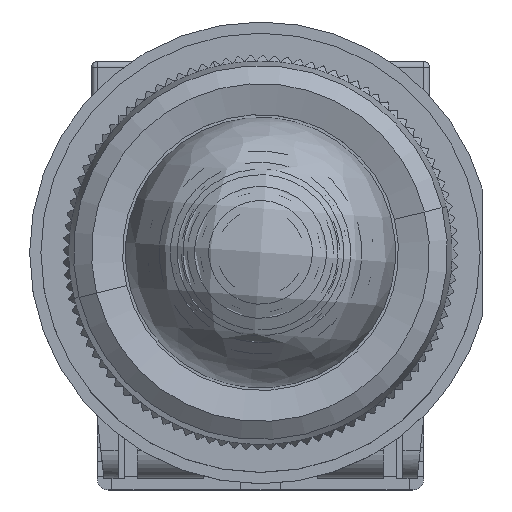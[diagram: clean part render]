
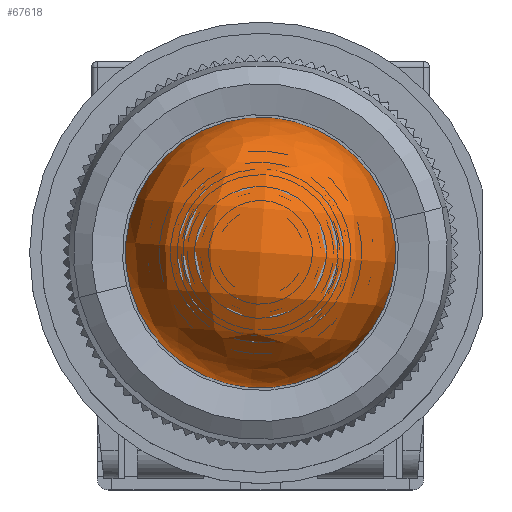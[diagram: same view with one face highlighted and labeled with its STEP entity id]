
A CAD part, top view. The second image highlights one B-rep face of the part: STEP entity #67618.
In plain terms, the highlighted free-form (B-spline) face has degree [3, 3] with [4, 7] control points.
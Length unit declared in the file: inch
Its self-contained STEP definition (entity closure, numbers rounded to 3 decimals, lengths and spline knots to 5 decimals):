
#587 = CARTESIAN_POINT ( 'NONE',  ( 0.5168, -0.51233, 2.77559 ) ) ;
#1102 = CARTESIAN_POINT ( 'NONE',  ( -0.03516, -0.47113, 1.83071 ) ) ;
#1358 = CARTESIAN_POINT ( 'NONE',  ( -0.97742, -0.40081, 2.38421 ) ) ;
#1621 = CARTESIAN_POINT ( 'NONE',  ( -0.03516, -0.47113, 1.83071 ) ) ;
#2480 = ORIENTED_EDGE ( 'NONE', *, *, #21184, .T. ) ;
#3346 = ORIENTED_EDGE ( 'NONE', *, *, #74935, .T. ) ;
#4761 =( BOUNDED_SURFACE ( )  B_SPLINE_SURFACE ( 3, 3, ( 
 ( #72631, #37568, #13429, #67151, #12627, #36541, #61357 ),
 ( #72894, #55371, #60839, #25304, #24775, #31591, #37322 ),
 ( #36806, #1358, #25564, #67394, #587, #25030, #66878 ),
 ( #60577, #1102, #55615, #30806, #43609, #7377, #1621 ) ),
 .UNSPECIFIED., .F., .F., .F. ) 
 B_SPLINE_SURFACE_WITH_KNOTS ( ( 4, 4 ),
 ( 4, 3, 4 ),
 ( 0., 1. ),
 ( 0., 0.5, 1. ),
 .UNSPECIFIED. ) 
 GEOMETRIC_REPRESENTATION_ITEM ( )  RATIONAL_B_SPLINE_SURFACE ( (
 ( 1., 0.805, 0.805, 1., 0.805, 0.805, 1.),
 ( 0.333, 0.268, 0.268, 0.333, 0.268, 0.268, 0.333),
 ( 0.333, 0.268, 0.268, 0.333, 0.268, 0.268, 0.333),
 ( 1., 0.805, 0.805, 1., 0.805, 0.805, 1.) ) ) 
 REPRESENTATION_ITEM ( '' )  SURFACE ( )  );
#5761 = VERTEX_POINT ( 'NONE', #46522 ) ;
#7377 = CARTESIAN_POINT ( 'NONE',  ( -0.03516, -0.47113, 1.83071 ) ) ;
#7841 = VERTEX_POINT ( 'NONE', #34957 ) ;
#12627 = CARTESIAN_POINT ( 'NONE',  ( 0.03516, 0.47113, 1.83071 ) ) ;
#13429 = CARTESIAN_POINT ( 'NONE',  ( 0.03516, 0.47113, 1.83071 ) ) ;
#15495 = AXIS2_PLACEMENT_3D ( 'NONE', #59858, #17432, #24024 ) ;
#17432 = DIRECTION ( 'NONE',  ( 0., 0., 1. ) ) ;
#21184 = EDGE_CURVE ( 'NONE', #64955, #42091, #56607, .T. ) ;
#21391 = AXIS2_PLACEMENT_3D ( 'NONE', #69965, #51416, #63910 ) ;
#24024 = DIRECTION ( 'NONE',  ( 0.997, -0.074, 0. ) ) ;
#24775 = CARTESIAN_POINT ( 'NONE',  ( 0.58713, 0.42994, 2.77559 ) ) ;
#25030 = CARTESIAN_POINT ( 'NONE',  ( 0.9071, -0.54145, 2.38421 ) ) ;
#25304 = CARTESIAN_POINT ( 'NONE',  ( 0.03516, 0.47113, 2.77559 ) ) ;
#25564 = CARTESIAN_POINT ( 'NONE',  ( -0.58713, -0.42994, 2.77559 ) ) ;
#30806 = CARTESIAN_POINT ( 'NONE',  ( -0.03516, -0.47113, 1.83071 ) ) ;
#30940 = AXIS2_PLACEMENT_3D ( 'NONE', #69047, #69577, #33220 ) ;
#31591 = CARTESIAN_POINT ( 'NONE',  ( 0.97742, 0.40081, 2.38421 ) ) ;
#31950 = CARTESIAN_POINT ( 'NONE',  ( -0.03516, -0.47113, 1.83071 ) ) ;
#33220 = DIRECTION ( 'NONE',  ( 0.997, -0.074, 0. ) ) ;
#34372 = ORIENTED_EDGE ( 'NONE', *, *, #65014, .T. ) ;
#34422 = DIRECTION ( 'NONE',  ( 0., 0., 1. ) ) ;
#34957 = CARTESIAN_POINT ( 'NONE',  ( -0.47113, 0.03516, 1.83071 ) ) ;
#35174 = CARTESIAN_POINT ( 'NONE',  ( 0., 0., 1.83071 ) ) ;
#35221 = AXIS2_PLACEMENT_3D ( 'NONE', #35174, #34422, #35444 ) ;
#35444 = DIRECTION ( 'NONE',  ( 0.074, 0.997, 0. ) ) ;
#36541 = CARTESIAN_POINT ( 'NONE',  ( 0.03516, 0.47113, 1.83071 ) ) ;
#36806 = CARTESIAN_POINT ( 'NONE',  ( -0.97742, -0.40081, 1.83071 ) ) ;
#37322 = CARTESIAN_POINT ( 'NONE',  ( 0.97742, 0.40081, 1.83071 ) ) ;
#37568 = CARTESIAN_POINT ( 'NONE',  ( 0.03516, 0.47113, 1.83071 ) ) ;
#40645 = CIRCLE ( 'NONE', #30940, 0.47244 ) ;
#42091 = VERTEX_POINT ( 'NONE', #71555 ) ;
#43609 = CARTESIAN_POINT ( 'NONE',  ( -0.03516, -0.47113, 1.83071 ) ) ;
#44229 = EDGE_LOOP ( 'NONE', ( #34372, #61039, #2480, #3346 ) ) ;
#46522 = CARTESIAN_POINT ( 'NONE',  ( 0.03516, 0.47113, 1.83071 ) ) ;
#51416 = DIRECTION ( 'NONE',  ( 0., 0., 1. ) ) ;
#55371 = CARTESIAN_POINT ( 'NONE',  ( -0.9071, 0.54145, 2.38421 ) ) ;
#55615 = CARTESIAN_POINT ( 'NONE',  ( -0.03516, -0.47113, 1.83071 ) ) ;
#56481 = EDGE_CURVE ( 'NONE', #7841, #64955, #74910, .T. ) ;
#56607 = CIRCLE ( 'NONE', #35221, 0.47244 ) ;
#59858 = CARTESIAN_POINT ( 'NONE',  ( 0., 0., 1.83071 ) ) ;
#60577 = CARTESIAN_POINT ( 'NONE',  ( -0.03516, -0.47113, 1.83071 ) ) ;
#60839 = CARTESIAN_POINT ( 'NONE',  ( -0.5168, 0.51233, 2.77559 ) ) ;
#61039 = ORIENTED_EDGE ( 'NONE', *, *, #56481, .T. ) ;
#61357 = CARTESIAN_POINT ( 'NONE',  ( 0.03516, 0.47113, 1.83071 ) ) ;
#63910 = DIRECTION ( 'NONE',  ( 0.997, -0.074, 0. ) ) ;
#64955 = VERTEX_POINT ( 'NONE', #31950 ) ;
#65014 = EDGE_CURVE ( 'NONE', #5761, #7841, #40645, .T. ) ;
#66878 = CARTESIAN_POINT ( 'NONE',  ( 0.9071, -0.54145, 1.83071 ) ) ;
#67151 = CARTESIAN_POINT ( 'NONE',  ( 0.03516, 0.47113, 1.83071 ) ) ;
#67394 = CARTESIAN_POINT ( 'NONE',  ( -0.03516, -0.47113, 2.77559 ) ) ;
#67618 = ADVANCED_FACE ( 'NONE', ( #70617 ), #4761, .T. ) ;
#69047 = CARTESIAN_POINT ( 'NONE',  ( 0., 0., 1.83071 ) ) ;
#69577 = DIRECTION ( 'NONE',  ( 0., 0., 1. ) ) ;
#69965 = CARTESIAN_POINT ( 'NONE',  ( 0., 0., 1.83071 ) ) ;
#70617 = FACE_OUTER_BOUND ( 'NONE', #44229, .T. ) ;
#71276 = CIRCLE ( 'NONE', #21391, 0.47244 ) ;
#71555 = CARTESIAN_POINT ( 'NONE',  ( 0.47113, -0.03516, 1.83071 ) ) ;
#72631 = CARTESIAN_POINT ( 'NONE',  ( 0.03516, 0.47113, 1.83071 ) ) ;
#72894 = CARTESIAN_POINT ( 'NONE',  ( -0.9071, 0.54145, 1.83071 ) ) ;
#74910 = CIRCLE ( 'NONE', #15495, 0.47244 ) ;
#74935 = EDGE_CURVE ( 'NONE', #42091, #5761, #71276, .T. ) ;
